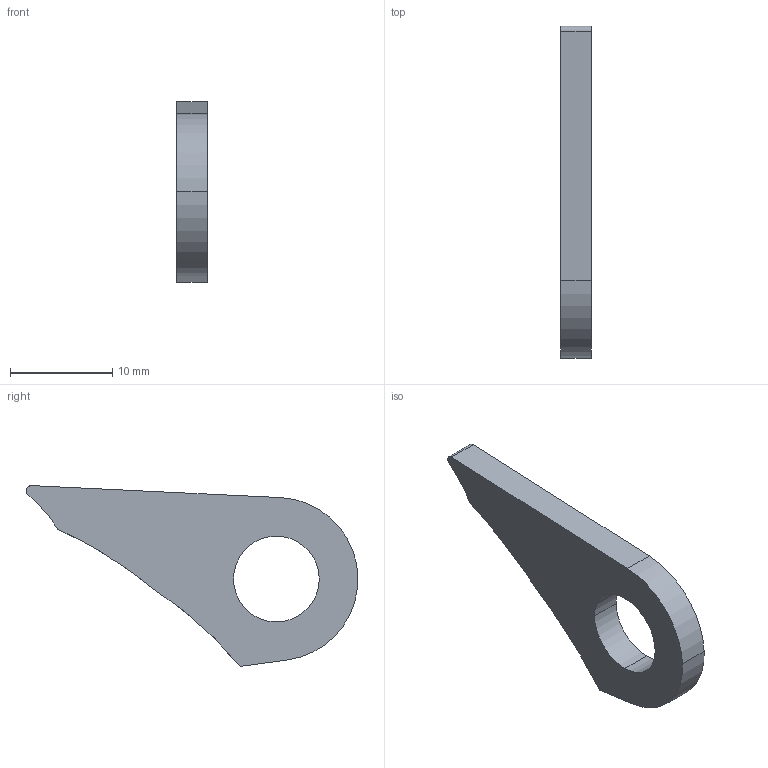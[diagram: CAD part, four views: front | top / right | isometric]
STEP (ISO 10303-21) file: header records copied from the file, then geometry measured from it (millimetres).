
FILE_DESCRIPTION(('CATIA V5 STEP Exchange'),'2;1');
FILE_NAME('Chape_FL_Damper_Up.stp','2022-10-04T18:02:57+00:00',('none'),('none'),'CATIA Version 5 Release 19 SP 2 (IN-10)','CATIA V5 STEP AP203','none');
FILE_SCHEMA(('CONFIG_CONTROL_DESIGN'));
Length unit declared in the file: millimetre
Products named in the file (1): Chape_FL_Damper_Up
Bounding box: 3 x 32.52 x 17.72 mm (x, y, z)
Volume: 840.2 mm3; surface area: 882.5 mm2
Topology: 1 solids, 1 shells, 15 faces, 39 edges, 26 vertices
Faces by surface type: cylinder 9, plane 4, extrusion 2
Entity records: 524 total; most frequent: CARTESIAN_POINT 124, ORIENTED_EDGE 78, DIRECTION 59, EDGE_CURVE 39, AXIS2_PLACEMENT_3D 28, VERTEX_POINT 26, VECTOR 17, EDGE_LOOP 17
